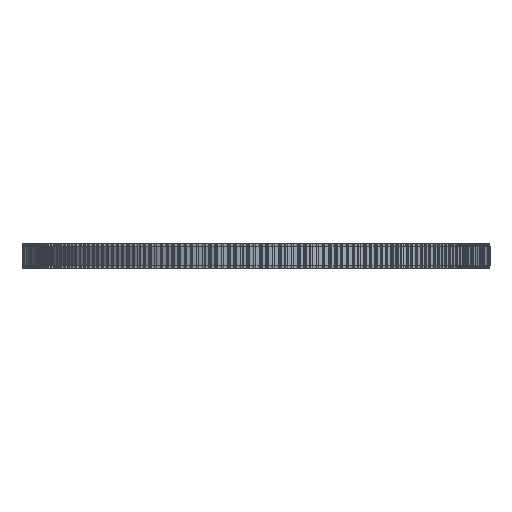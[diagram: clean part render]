
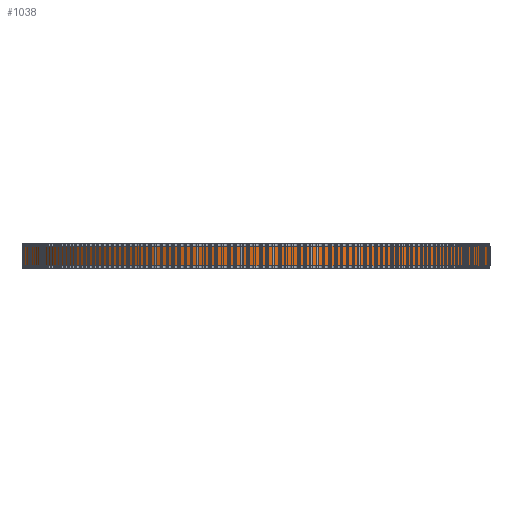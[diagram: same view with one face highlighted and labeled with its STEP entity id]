
A CAD part, left-side view. The second image highlights one B-rep face of the part: STEP entity #1038.
In plain terms, the highlighted cylindrical face has radius 72.893 mm (diameter 145.786 mm), a full revolution.
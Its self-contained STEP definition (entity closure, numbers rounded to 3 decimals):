
#97=FACE_BOUND('',#3792,.T.);
#98=FACE_BOUND('',#3793,.T.);
#1038=ADVANCED_FACE('',(#97,#98),#1955,.T.);
#1955=CYLINDRICAL_SURFACE('',#20295,72.893);
#3792=EDGE_LOOP('',(#11122));
#3793=EDGE_LOOP('',(#11123));
#11122=ORIENTED_EDGE('',*,*,#15706,.T.);
#11123=ORIENTED_EDGE('',*,*,#15707,.T.);
#12956=VERTEX_POINT('',#32220);
#12957=VERTEX_POINT('',#32222);
#15706=EDGE_CURVE('',#12956,#12956,#17540,.T.);
#15707=EDGE_CURVE('',#12957,#12957,#17541,.T.);
#17540=CIRCLE('',#20293,72.893);
#17541=CIRCLE('',#20294,72.893);
#20293=AXIS2_PLACEMENT_3D('',#32219,#26714,#26715);
#20294=AXIS2_PLACEMENT_3D('',#32221,#26716,#26717);
#20295=AXIS2_PLACEMENT_3D('',#32223,#26718,#26719);
#26714=DIRECTION('',(0.,0.,1.));
#26715=DIRECTION('',(1.,0.,0.));
#26716=DIRECTION('',(0.,0.,-1.));
#26717=DIRECTION('',(1.,0.,0.));
#26718=DIRECTION('',(0.,0.,1.));
#26719=DIRECTION('',(1.,0.,0.));
#32219=CARTESIAN_POINT('',(0.,0.,1.));
#32220=CARTESIAN_POINT('',(72.893,0.,1.));
#32221=CARTESIAN_POINT('',(0.,0.,7.));
#32222=CARTESIAN_POINT('',(72.893,0.,7.));
#32223=CARTESIAN_POINT('',(0.,0.,1.));
